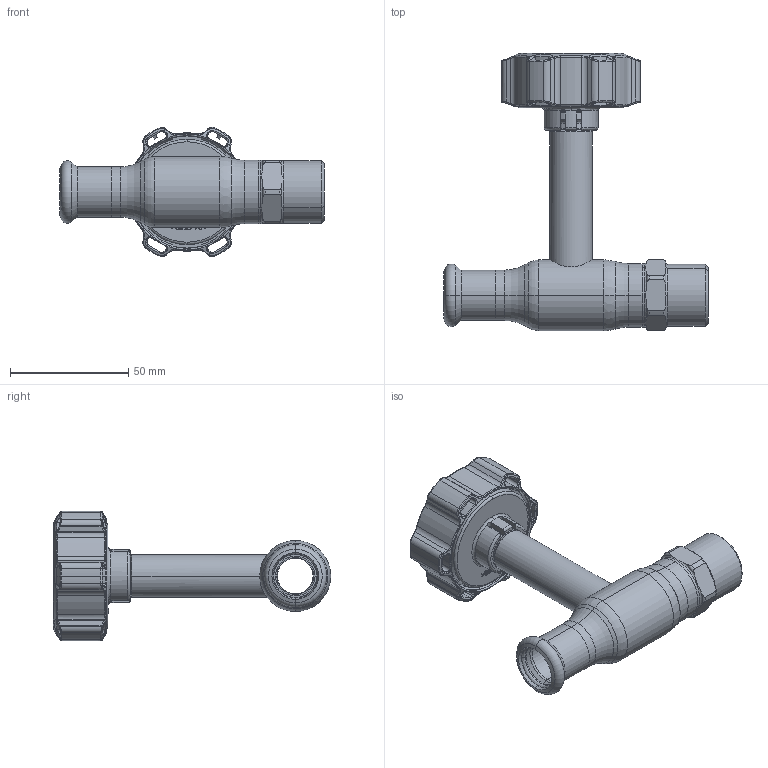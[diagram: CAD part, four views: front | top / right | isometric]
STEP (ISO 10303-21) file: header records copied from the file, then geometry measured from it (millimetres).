
FILE_DESCRIPTION (( 'STEP AP214' ), '1' );
FILE_NAME ('1015001211-1200.step', '2024-01-16T11:04:27', ( '' ), ( '' ), 'SwSTEP 2.0', 'SolidWorks 2021', '' );
FILE_SCHEMA (( 'AUTOMOTIVE_DESIGN' ));
Length unit declared in the file: millimetre
Products named in the file (1): 1015001211-1200
Bounding box: 111.8 x 117.3 x 54.57 mm (x, y, z)
Surface area: 31132.7 mm2 (no closed solid volume)
Topology: 0 solids, 9 shells, 543 faces, 1615 edges, 1052 vertices
Faces by surface type: bspline 171, cylinder 134, torus 97, plane 87, cone 54
Entity records: 33924 total; most frequent: CARTESIAN_POINT 15120, ORIENTED_EDGE 2847, DIRECTION 2251, EDGE_CURVE 1613, VERTEX_POINT 1052, AXIS2_PLACEMENT_3D 917, B_SPLINE_CURVE_WITH_KNOTS 620, EDGE_LOOP 577
